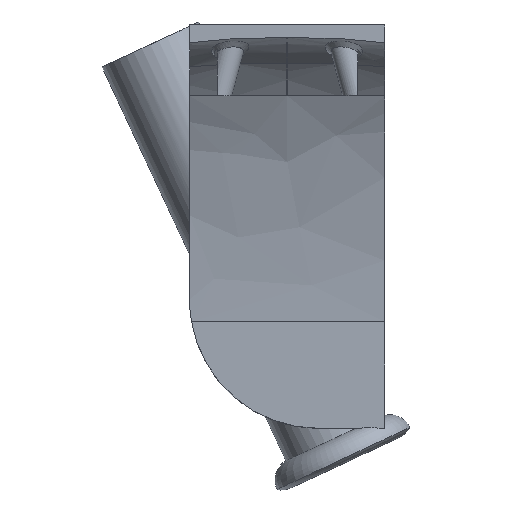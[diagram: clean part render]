
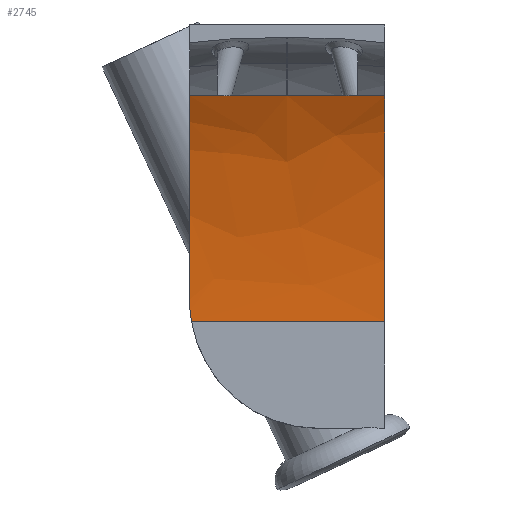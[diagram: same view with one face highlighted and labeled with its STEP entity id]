
A CAD part, front view. The second image highlights one B-rep face of the part: STEP entity #2745.
In plain terms, the highlighted free-form (B-spline) face has degree [3, 1] with [10, 2] control points.
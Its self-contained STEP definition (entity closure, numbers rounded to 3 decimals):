
#196=LINE('',#6772,#333);
#204=LINE('',#7434,#341);
#333=VECTOR('',#3041,10.);
#341=VECTOR('',#3063,10.);
#459=B_SPLINE_SURFACE_WITH_KNOTS('',3,1,((#7435,#7436),(#7437,#7438),(#7439,
#7440),(#7441,#7442),(#7443,#7444),(#7445,#7446),(#7447,#7448),(#7449,#7450),
(#7451,#7452),(#7453,#7454)),.UNSPECIFIED.,.F.,.F.,.F.,(4,2,2,2,4),(2,2),
(-3.415,-2.99,-1.396,-0.519,
0.),(0.,2.2),.UNSPECIFIED.);
#621=FACE_OUTER_BOUND('',#786,.T.);
#786=EDGE_LOOP('',(#2521,#2522,#2523,#2524,#2525,#2526,#2527,#2528,#2529));
#1022=B_SPLINE_CURVE_WITH_KNOTS('',3,(#6606,#6607,#6608,#6609,#6610,#6611,
#6612,#6613,#6614,#6615),.UNSPECIFIED.,.F.,.F.,(4,3,3,4),(-5.104,
-5.005,-4.91,-4.852),.UNSPECIFIED.);
#1033=B_SPLINE_CURVE_WITH_KNOTS('',3,(#6782,#6783,#6784,#6785,#6786,#6787),
 .UNSPECIFIED.,.F.,.F.,(4,2,4),(0.003,0.55,1.1),
 .UNSPECIFIED.);
#1035=B_SPLINE_CURVE_WITH_KNOTS('',3,(#6795,#6796,#6797,#6798,#6799,#6800,
#6801,#6802,#6803,#6804),.UNSPECIFIED.,.F.,.F.,(4,2,2,2,4),(-3.021,
-2.99,-1.396,-0.519,-0.479),
 .UNSPECIFIED.);
#1045=B_SPLINE_CURVE_WITH_KNOTS('',3,(#7407,#7408,#7409,#7410),
 .UNSPECIFIED.,.F.,.F.,(4,4),(-0.232,0.),.UNSPECIFIED.);
#1047=B_SPLINE_CURVE_WITH_KNOTS('',3,(#7456,#7457,#7458,#7459,#7460,#7461,
#7462,#7463,#7464,#7465),.UNSPECIFIED.,.F.,.F.,(4,2,2,2,4),(-3.415,
-2.99,-1.396,-0.519,-0.479),
 .UNSPECIFIED.);
#1048=B_SPLINE_CURVE_WITH_KNOTS('',3,(#7467,#7468,#7469,#7470,#7471,#7472),
 .UNSPECIFIED.,.F.,.F.,(4,2,4),(0.003,0.55,1.1),
 .UNSPECIFIED.);
#1049=B_SPLINE_CURVE_WITH_KNOTS('',3,(#7473,#7474,#7475,#7476),
 .UNSPECIFIED.,.F.,.F.,(4,4),(-0.232,0.),.UNSPECIFIED.);
#1292=VERTEX_POINT('',#6604);
#1293=VERTEX_POINT('',#6605);
#1314=VERTEX_POINT('',#6770);
#1315=VERTEX_POINT('',#6780);
#1316=VERTEX_POINT('',#6781);
#1323=VERTEX_POINT('',#7059);
#1326=VERTEX_POINT('',#7424);
#1328=VERTEX_POINT('',#7455);
#1329=VERTEX_POINT('',#7466);
#1682=EDGE_CURVE('',#1292,#1293,#1022,.T.);
#1713=EDGE_CURVE('',#1314,#1292,#196,.T.);
#1716=EDGE_CURVE('',#1315,#1316,#1033,.T.);
#1719=EDGE_CURVE('',#1293,#1316,#1035,.T.);
#1732=EDGE_CURVE('',#1315,#1323,#1045,.T.);
#1735=EDGE_CURVE('',#1326,#1323,#204,.T.);
#1736=EDGE_CURVE('',#1314,#1328,#1047,.T.);
#1737=EDGE_CURVE('',#1329,#1328,#1048,.T.);
#1738=EDGE_CURVE('',#1329,#1326,#1049,.T.);
#2521=ORIENTED_EDGE('',*,*,#1682,.F.);
#2522=ORIENTED_EDGE('',*,*,#1713,.F.);
#2523=ORIENTED_EDGE('',*,*,#1736,.T.);
#2524=ORIENTED_EDGE('',*,*,#1737,.F.);
#2525=ORIENTED_EDGE('',*,*,#1738,.T.);
#2526=ORIENTED_EDGE('',*,*,#1735,.T.);
#2527=ORIENTED_EDGE('',*,*,#1732,.F.);
#2528=ORIENTED_EDGE('',*,*,#1716,.T.);
#2529=ORIENTED_EDGE('',*,*,#1719,.F.);
#2745=ADVANCED_FACE('',(#621),#459,.T.);
#3041=DIRECTION('',(-1.,0.,0.));
#3063=DIRECTION('',(-1.,0.,0.));
#6604=CARTESIAN_POINT('',(-10.814,29.499,-15.466));
#6605=CARTESIAN_POINT('',(-11.031,29.402,-12.966));
#6606=CARTESIAN_POINT('Ctrl Pts',(-10.814,29.499,-15.466));
#6607=CARTESIAN_POINT('Ctrl Pts',(-10.871,29.494,-15.142));
#6608=CARTESIAN_POINT('Ctrl Pts',(-10.916,29.486,-14.817));
#6609=CARTESIAN_POINT('Ctrl Pts',(-10.951,29.475,-14.491));
#6610=CARTESIAN_POINT('Ctrl Pts',(-10.984,29.464,-14.177));
#6611=CARTESIAN_POINT('Ctrl Pts',(-11.007,29.451,-13.863));
#6612=CARTESIAN_POINT('Ctrl Pts',(-11.019,29.434,-13.548));
#6613=CARTESIAN_POINT('Ctrl Pts',(-11.027,29.424,-13.354));
#6614=CARTESIAN_POINT('Ctrl Pts',(-11.031,29.413,-13.16));
#6615=CARTESIAN_POINT('Ctrl Pts',(-11.031,29.402,-12.966));
#6770=CARTESIAN_POINT('',(10.969,29.499,-15.466));
#6772=CARTESIAN_POINT('',(10.969,29.499,-15.466));
#6780=CARTESIAN_POINT('',(-0.062,23.725,10.));
#6781=CARTESIAN_POINT('',(-11.031,23.725,10.));
#6782=CARTESIAN_POINT('Ctrl Pts',(-0.062,23.725,
10.));
#6783=CARTESIAN_POINT('Ctrl Pts',(-1.885,23.725,10.));
#6784=CARTESIAN_POINT('Ctrl Pts',(-3.708,23.725,10.));
#6785=CARTESIAN_POINT('Ctrl Pts',(-7.364,23.725,10.));
#6786=CARTESIAN_POINT('Ctrl Pts',(-9.198,23.725,10.));
#6787=CARTESIAN_POINT('Ctrl Pts',(-11.031,23.725,10.));
#6795=CARTESIAN_POINT('Ctrl Pts',(-11.031,29.402,-12.966));
#6796=CARTESIAN_POINT('Ctrl Pts',(-11.031,29.398,-12.9));
#6797=CARTESIAN_POINT('Ctrl Pts',(-11.031,29.393,-12.834));
#6798=CARTESIAN_POINT('Ctrl Pts',(-11.031,29.175,-9.449));
#6799=CARTESIAN_POINT('Ctrl Pts',(-11.031,28.54,-3.739));
#6800=CARTESIAN_POINT('Ctrl Pts',(-11.031,26.456,4.2));
#6801=CARTESIAN_POINT('Ctrl Pts',(-11.031,25.423,7.138));
#6802=CARTESIAN_POINT('Ctrl Pts',(-11.031,23.867,9.769));
#6803=CARTESIAN_POINT('Ctrl Pts',(-11.031,23.797,9.885));
#6804=CARTESIAN_POINT('Ctrl Pts',(-11.031,23.725,10.));
#7059=CARTESIAN_POINT('',(-0.062,20.678,13.667));
#7407=CARTESIAN_POINT('Ctrl Pts',(-0.062,23.725,
10.));
#7408=CARTESIAN_POINT('Ctrl Pts',(-0.062,22.848,
11.42));
#7409=CARTESIAN_POINT('Ctrl Pts',(-0.062,21.839,
12.66));
#7410=CARTESIAN_POINT('Ctrl Pts',(-0.062,20.678,
13.667));
#7424=CARTESIAN_POINT('',(0.,20.678,13.667));
#7434=CARTESIAN_POINT('',(10.969,20.678,13.667));
#7435=CARTESIAN_POINT('Ctrl Pts',(10.969,29.499,-15.466));
#7436=CARTESIAN_POINT('Ctrl Pts',(-11.031,29.499,-15.466));
#7437=CARTESIAN_POINT('Ctrl Pts',(10.969,29.486,-14.559));
#7438=CARTESIAN_POINT('Ctrl Pts',(-11.031,29.486,-14.559));
#7439=CARTESIAN_POINT('Ctrl Pts',(10.969,29.446,-13.655));
#7440=CARTESIAN_POINT('Ctrl Pts',(-11.031,29.446,-13.655));
#7441=CARTESIAN_POINT('Ctrl Pts',(10.969,29.175,-9.449));
#7442=CARTESIAN_POINT('Ctrl Pts',(-11.031,29.175,-9.449));
#7443=CARTESIAN_POINT('Ctrl Pts',(10.969,28.54,-3.739));
#7444=CARTESIAN_POINT('Ctrl Pts',(-11.031,28.54,-3.739));
#7445=CARTESIAN_POINT('Ctrl Pts',(10.969,26.456,4.2));
#7446=CARTESIAN_POINT('Ctrl Pts',(-11.031,26.456,4.2));
#7447=CARTESIAN_POINT('Ctrl Pts',(10.969,25.423,7.138));
#7448=CARTESIAN_POINT('Ctrl Pts',(-11.031,25.423,7.138));
#7449=CARTESIAN_POINT('Ctrl Pts',(10.969,23.055,11.142));
#7450=CARTESIAN_POINT('Ctrl Pts',(-11.031,23.055,11.142));
#7451=CARTESIAN_POINT('Ctrl Pts',(10.969,21.986,12.533));
#7452=CARTESIAN_POINT('Ctrl Pts',(-11.031,21.986,12.533));
#7453=CARTESIAN_POINT('Ctrl Pts',(10.969,20.678,13.667));
#7454=CARTESIAN_POINT('Ctrl Pts',(-11.031,20.678,13.667));
#7455=CARTESIAN_POINT('',(10.969,23.725,10.));
#7456=CARTESIAN_POINT('Ctrl Pts',(10.969,29.499,-15.466));
#7457=CARTESIAN_POINT('Ctrl Pts',(10.969,29.486,-14.559));
#7458=CARTESIAN_POINT('Ctrl Pts',(10.969,29.446,-13.655));
#7459=CARTESIAN_POINT('Ctrl Pts',(10.969,29.175,-9.449));
#7460=CARTESIAN_POINT('Ctrl Pts',(10.969,28.54,-3.739));
#7461=CARTESIAN_POINT('Ctrl Pts',(10.969,26.456,4.2));
#7462=CARTESIAN_POINT('Ctrl Pts',(10.969,25.423,7.138));
#7463=CARTESIAN_POINT('Ctrl Pts',(10.969,23.867,9.769));
#7464=CARTESIAN_POINT('Ctrl Pts',(10.969,23.797,9.885));
#7465=CARTESIAN_POINT('Ctrl Pts',(10.969,23.725,10.));
#7466=CARTESIAN_POINT('',(0.,23.725,10.));
#7467=CARTESIAN_POINT('Ctrl Pts',(0.,23.725,
10.));
#7468=CARTESIAN_POINT('Ctrl Pts',(1.823,23.725,10.));
#7469=CARTESIAN_POINT('Ctrl Pts',(3.646,23.725,10.));
#7470=CARTESIAN_POINT('Ctrl Pts',(7.302,23.725,10.));
#7471=CARTESIAN_POINT('Ctrl Pts',(9.136,23.725,10.));
#7472=CARTESIAN_POINT('Ctrl Pts',(10.969,23.725,10.));
#7473=CARTESIAN_POINT('Ctrl Pts',(0.,23.725,
10.));
#7474=CARTESIAN_POINT('Ctrl Pts',(0.,22.848,
11.42));
#7475=CARTESIAN_POINT('Ctrl Pts',(0.,21.839,
12.66));
#7476=CARTESIAN_POINT('Ctrl Pts',(0.,20.678,
13.667));
